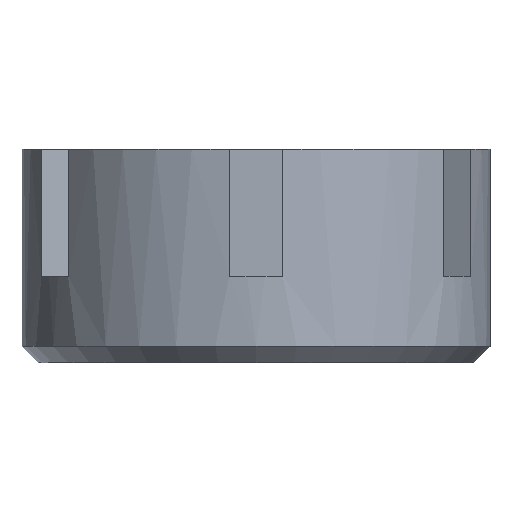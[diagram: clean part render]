
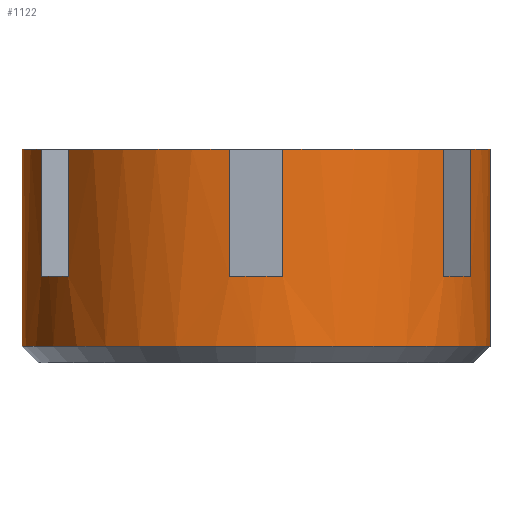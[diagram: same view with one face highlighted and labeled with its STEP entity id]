
A CAD part, left-side view. The second image highlights one B-rep face of the part: STEP entity #1122.
In plain terms, the highlighted cylindrical face has radius 17.5 mm (diameter 35 mm), a partial arc.
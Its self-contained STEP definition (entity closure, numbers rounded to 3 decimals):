
#84=CARTESIAN_POINT('',(0.,0.,0.));
#85=DIRECTION('',(0.,0.,-1.));
#86=DIRECTION('',(0.,-1.,0.));
#87=AXIS2_PLACEMENT_3D('',#84,#85,#86);
#113=CARTESIAN_POINT('',(0.,0.,0.));
#114=DIRECTION('',(0.,0.,-1.));
#115=DIRECTION('',(-0.596,-0.803,0.));
#116=AXIS2_PLACEMENT_3D('',#113,#114,#115);
#121=CARTESIAN_POINT('',(0.,0.,0.));
#122=DIRECTION('',(0.,0.,-1.));
#123=DIRECTION('',(-0.993,0.114,0.));
#124=AXIS2_PLACEMENT_3D('',#121,#122,#123);
#150=CARTESIAN_POINT('',(0.,0.,0.));
#151=DIRECTION('',(0.,0.,-1.));
#152=DIRECTION('',(-0.398,0.917,0.));
#153=AXIS2_PLACEMENT_3D('',#150,#151,#152);
#196=DIRECTION('',(0.,0.,-1.));
#197=VECTOR('',#196,14.75);
#198=CARTESIAN_POINT('',(0.,17.5,0.));
#199=LINE('',#198,#197);
#274=DIRECTION('',(0.,0.,1.));
#275=VECTOR('',#274,9.5);
#276=CARTESIAN_POINT('',(-10.425,14.056,-9.5));
#277=LINE('',#276,#275);
#281=DIRECTION('',(0.,0.,-1.));
#282=VECTOR('',#281,9.5);
#283=CARTESIAN_POINT('',(-17.385,2.,0.));
#284=LINE('',#283,#282);
#288=DIRECTION('',(0.,0.,1.));
#289=VECTOR('',#288,9.5);
#290=CARTESIAN_POINT('',(-17.385,-2.,-9.5));
#291=LINE('',#290,#289);
#295=DIRECTION('',(0.,0.,-1.));
#296=VECTOR('',#295,9.5);
#297=CARTESIAN_POINT('',(-10.425,-14.056,0.));
#298=LINE('',#297,#296);
#302=DIRECTION('',(0.,0.,1.));
#303=VECTOR('',#302,9.5);
#304=CARTESIAN_POINT('',(-6.961,-16.056,-9.5));
#305=LINE('',#304,#303);
#309=DIRECTION('',(0.,0.,-1.));
#310=VECTOR('',#309,14.75);
#311=CARTESIAN_POINT('',(0.,-17.5,0.));
#312=LINE('',#311,#310);
#316=DIRECTION('',(0.,0.,-1.));
#317=VECTOR('',#316,9.5);
#318=CARTESIAN_POINT('',(-6.961,16.056,0.));
#319=LINE('',#318,#317);
#323=CARTESIAN_POINT('',(0.,0.,-9.5));
#324=DIRECTION('',(0.,0.,-1.));
#325=DIRECTION('',(-0.596,0.803,0.));
#326=AXIS2_PLACEMENT_3D('',#323,#324,#325);
#401=CARTESIAN_POINT('',(0.,0.,-9.5));
#402=DIRECTION('',(0.,0.,-1.));
#403=DIRECTION('',(-0.993,-0.114,0.));
#404=AXIS2_PLACEMENT_3D('',#401,#402,#403);
#444=CARTESIAN_POINT('',(0.,0.,-9.5));
#445=DIRECTION('',(0.,0.,-1.));
#446=DIRECTION('',(-0.398,-0.917,0.));
#447=AXIS2_PLACEMENT_3D('',#444,#445,#446);
#473=CARTESIAN_POINT('',(0.,0.,-14.75));
#474=DIRECTION('',(0.,0.,1.));
#475=DIRECTION('',(0.,1.,0.));
#476=AXIS2_PLACEMENT_3D('',#473,#474,#475);
#818=CARTESIAN_POINT('',(0.,-17.5,0.));
#819=VERTEX_POINT('',#818);
#820=CARTESIAN_POINT('',(-6.961,-16.056,0.));
#821=VERTEX_POINT('',#820);
#826=CARTESIAN_POINT('',(-10.425,-14.056,0.));
#827=VERTEX_POINT('',#826);
#828=CARTESIAN_POINT('',(-17.385,-2.,0.));
#829=VERTEX_POINT('',#828);
#834=CARTESIAN_POINT('',(-17.385,2.,0.));
#835=VERTEX_POINT('',#834);
#836=CARTESIAN_POINT('',(-10.425,14.056,0.));
#837=VERTEX_POINT('',#836);
#842=CARTESIAN_POINT('',(-6.961,16.056,0.));
#843=VERTEX_POINT('',#842);
#844=CARTESIAN_POINT('',(0.,17.5,0.));
#845=VERTEX_POINT('',#844);
#882=CARTESIAN_POINT('',(0.,17.5,-14.75));
#883=VERTEX_POINT('',#882);
#884=CARTESIAN_POINT('',(0.,-17.5,-14.75));
#885=VERTEX_POINT('',#884);
#886=CARTESIAN_POINT('',(-10.425,14.056,-9.5));
#887=CARTESIAN_POINT('',(-6.961,16.056,-9.5));
#888=VERTEX_POINT('',#886);
#889=VERTEX_POINT('',#887);
#890=CARTESIAN_POINT('',(-17.385,2.,-9.5));
#891=VERTEX_POINT('',#890);
#892=CARTESIAN_POINT('',(-17.385,-2.,-9.5));
#893=VERTEX_POINT('',#892);
#894=CARTESIAN_POINT('',(-10.425,-14.056,-9.5));
#895=VERTEX_POINT('',#894);
#896=CARTESIAN_POINT('',(-6.961,-16.056,-9.5));
#897=VERTEX_POINT('',#896);
#1089=CARTESIAN_POINT('',(0.,0.,0.));
#1090=DIRECTION('',(0.,0.,-1.));
#1091=DIRECTION('',(0.,-1.,0.));
#1092=AXIS2_PLACEMENT_3D('',#1089,#1090,#1091);
#1093=CYLINDRICAL_SURFACE('',#1092,17.5);
#1095=ORIENTED_EDGE('',*,*,#1094,.F.);
#1097=ORIENTED_EDGE('',*,*,#1096,.T.);
#1098=ORIENTED_EDGE('',*,*,#979,.F.);
#1100=ORIENTED_EDGE('',*,*,#1099,.T.);
#1102=ORIENTED_EDGE('',*,*,#1101,.F.);
#1104=ORIENTED_EDGE('',*,*,#1103,.T.);
#1105=ORIENTED_EDGE('',*,*,#971,.F.);
#1107=ORIENTED_EDGE('',*,*,#1106,.T.);
#1109=ORIENTED_EDGE('',*,*,#1108,.F.);
#1111=ORIENTED_EDGE('',*,*,#1110,.T.);
#1112=ORIENTED_EDGE('',*,*,#963,.F.);
#1113=ORIENTED_EDGE('',*,*,#1028,.T.);
#1115=ORIENTED_EDGE('',*,*,#1114,.F.);
#1116=ORIENTED_EDGE('',*,*,#1024,.F.);
#1117=ORIENTED_EDGE('',*,*,#987,.F.);
#1119=ORIENTED_EDGE('',*,*,#1118,.T.);
#1120=EDGE_LOOP('',(#1095,#1097,#1098,#1100,#1102,#1104,#1105,#1107,#1109,#1111,
#1112,#1113,#1115,#1116,#1117,#1119));
#1121=FACE_OUTER_BOUND('',#1120,.F.);
#88=CIRCLE('',#87,17.5);
#117=CIRCLE('',#116,17.5);
#125=CIRCLE('',#124,17.5);
#154=CIRCLE('',#153,17.5);
#327=CIRCLE('',#326,17.5);
#405=CIRCLE('',#404,17.5);
#448=CIRCLE('',#447,17.5);
#477=CIRCLE('',#476,17.5);
#963=EDGE_CURVE('',#819,#821,#88,.T.);
#971=EDGE_CURVE('',#827,#829,#117,.T.);
#979=EDGE_CURVE('',#835,#837,#125,.T.);
#987=EDGE_CURVE('',#843,#845,#154,.T.);
#1024=EDGE_CURVE('',#845,#883,#199,.T.);
#1028=EDGE_CURVE('',#819,#885,#312,.T.);
#1094=EDGE_CURVE('',#888,#889,#327,.T.);
#1096=EDGE_CURVE('',#888,#837,#277,.T.);
#1099=EDGE_CURVE('',#835,#891,#284,.T.);
#1101=EDGE_CURVE('',#893,#891,#405,.T.);
#1103=EDGE_CURVE('',#893,#829,#291,.T.);
#1106=EDGE_CURVE('',#827,#895,#298,.T.);
#1108=EDGE_CURVE('',#897,#895,#448,.T.);
#1110=EDGE_CURVE('',#897,#821,#305,.T.);
#1114=EDGE_CURVE('',#883,#885,#477,.T.);
#1118=EDGE_CURVE('',#843,#889,#319,.T.);
#1122=ADVANCED_FACE('',(#1121),#1093,.T.);
